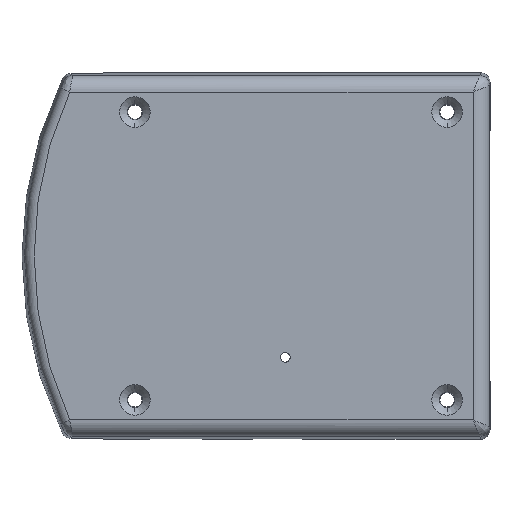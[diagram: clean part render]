
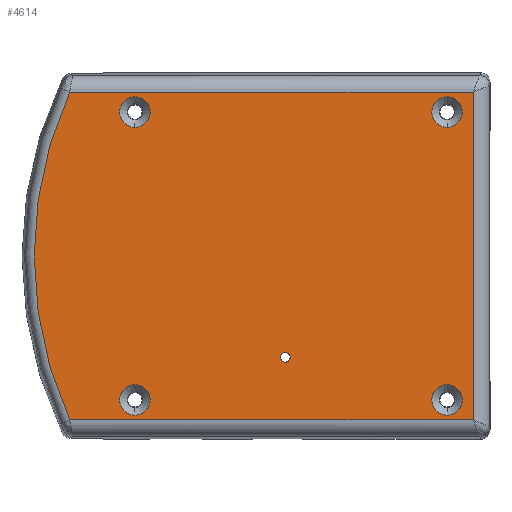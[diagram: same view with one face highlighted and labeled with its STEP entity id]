
A CAD part, front view. The second image highlights one B-rep face of the part: STEP entity #4614.
In plain terms, the highlighted planar face has unit normal (0, -1, 0).
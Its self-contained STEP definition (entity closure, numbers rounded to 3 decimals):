
#43 = DIRECTION ( 'NONE',  ( 0., 0., -1. ) ) ;
#47 = CARTESIAN_POINT ( 'NONE',  ( 24.497, 0., 0. ) ) ;
#58 = ORIENTED_EDGE ( 'NONE', *, *, #2808, .T. ) ;
#82 = ORIENTED_EDGE ( 'NONE', *, *, #796, .T. ) ;
#88 = PLANE ( 'NONE',  #4368 ) ;
#107 = ORIENTED_EDGE ( 'NONE', *, *, #549, .T. ) ;
#110 = EDGE_CURVE ( 'NONE', #4227, #1797, #2389, .T. ) ;
#227 = ORIENTED_EDGE ( 'NONE', *, *, #3987, .T. ) ;
#333 = AXIS2_PLACEMENT_3D ( 'NONE', #3391, #1003, #1113 ) ;
#428 = CIRCLE ( 'NONE', #2899, 2.375 ) ;
#436 = FACE_BOUND ( 'NONE', #3805, .T. ) ;
#486 = CIRCLE ( 'NONE', #1866, 2.375 ) ;
#490 = EDGE_CURVE ( 'NONE', #3852, #1723, #428, .T. ) ;
#548 = DIRECTION ( 'NONE',  ( 0., -1., 0. ) ) ;
#549 = EDGE_CURVE ( 'NONE', #1775, #2314, #3181, .T. ) ;
#552 = FACE_BOUND ( 'NONE', #1760, .T. ) ;
#607 = CIRCLE ( 'NONE', #4097, 2.375 ) ;
#664 = FACE_OUTER_BOUND ( 'NONE', #1938, .T. ) ;
#699 = EDGE_CURVE ( 'NONE', #1171, #736, #486, .T. ) ;
#715 = CIRCLE ( 'NONE', #4300, 0.75 ) ;
#736 = VERTEX_POINT ( 'NONE', #1700 ) ;
#782 = CARTESIAN_POINT ( 'NONE',  ( 31.123, 0., 25.476 ) ) ;
#796 = EDGE_CURVE ( 'NONE', #2335, #3875, #1231, .T. ) ;
#833 = CARTESIAN_POINT ( 'NONE',  ( 27.075, 0., 24.727 ) ) ;
#928 = CARTESIAN_POINT ( 'NONE',  ( 31.123, 0., 26.385 ) ) ;
#1002 = DIRECTION ( 'NONE',  ( 0., 0., 1. ) ) ;
#1003 = DIRECTION ( 'NONE',  ( 0., 1., 0. ) ) ;
#1034 = DIRECTION ( 'NONE',  ( 0., 0., 1. ) ) ;
#1049 = DIRECTION ( 'NONE',  ( 0., 0., -1. ) ) ;
#1053 = DIRECTION ( 'NONE',  ( 0., 1., 0. ) ) ;
#1054 = CARTESIAN_POINT ( 'NONE',  ( -21.439, 0., -22.352 ) ) ;
#1100 = CARTESIAN_POINT ( 'NONE',  ( -30.416, 0., 25.476 ) ) ;
#1113 = DIRECTION ( 'NONE',  ( 0., 0., -1. ) ) ;
#1115 = AXIS2_PLACEMENT_3D ( 'NONE', #1133, #1132, #1127 ) ;
#1121 = CARTESIAN_POINT ( 'NONE',  ( -21.439, 0., -19.977 ) ) ;
#1127 = DIRECTION ( 'NONE',  ( 0., 0., -1. ) ) ;
#1132 = DIRECTION ( 'NONE',  ( 0., 1., 0. ) ) ;
#1133 = CARTESIAN_POINT ( 'NONE',  ( 27.075, 0., 22.352 ) ) ;
#1154 = DIRECTION ( 'NONE',  ( -1., 0., 0. ) ) ;
#1171 = VERTEX_POINT ( 'NONE', #4154 ) ;
#1199 = ORIENTED_EDGE ( 'NONE', *, *, #3546, .T. ) ;
#1231 = LINE ( 'NONE', #1100, #2063 ) ;
#1236 = ORIENTED_EDGE ( 'NONE', *, *, #490, .T. ) ;
#1239 = CARTESIAN_POINT ( 'NONE',  ( 1.929, 0., -14.998 ) ) ;
#1253 = EDGE_CURVE ( 'NONE', #3875, #2875, #1844, .T. ) ;
#1296 = ORIENTED_EDGE ( 'NONE', *, *, #2271, .T. ) ;
#1402 = FACE_BOUND ( 'NONE', #3219, .T. ) ;
#1437 = CIRCLE ( 'NONE', #2287, 0.75 ) ;
#1555 = EDGE_LOOP ( 'NONE', ( #227, #4068 ) ) ;
#1700 = CARTESIAN_POINT ( 'NONE',  ( 27.075, 0., -24.727 ) ) ;
#1723 = VERTEX_POINT ( 'NONE', #2694 ) ;
#1760 = EDGE_LOOP ( 'NONE', ( #3689, #2867 ) ) ;
#1775 = VERTEX_POINT ( 'NONE', #2546 ) ;
#1797 = VERTEX_POINT ( 'NONE', #2543 ) ;
#1834 = DIRECTION ( 'NONE',  ( 0., 0., -1. ) ) ;
#1844 = CIRCLE ( 'NONE', #2868, 61.588 ) ;
#1845 = CIRCLE ( 'NONE', #2134, 2.375 ) ;
#1864 = CARTESIAN_POINT ( 'NONE',  ( 27.075, 0., -22.352 ) ) ;
#1866 = AXIS2_PLACEMENT_3D ( 'NONE', #1864, #1883, #1834 ) ;
#1883 = DIRECTION ( 'NONE',  ( 0., 1., 0. ) ) ;
#1938 = EDGE_LOOP ( 'NONE', ( #1296, #82, #2996, #2142 ) ) ;
#2028 = CARTESIAN_POINT ( 'NONE',  ( -31.575, 0., 25.476 ) ) ;
#2063 = VECTOR ( 'NONE', #1154, 1000. ) ;
#2134 = AXIS2_PLACEMENT_3D ( 'NONE', #4152, #4147, #4143 ) ;
#2142 = ORIENTED_EDGE ( 'NONE', *, *, #2604, .T. ) ;
#2159 = DIRECTION ( 'NONE',  ( 0., 0., -1. ) ) ;
#2163 = DIRECTION ( 'NONE',  ( 0., 1., 0. ) ) ;
#2174 = CARTESIAN_POINT ( 'NONE',  ( 27.075, 0., -22.352 ) ) ;
#2184 = VERTEX_POINT ( 'NONE', #1239 ) ;
#2192 = CARTESIAN_POINT ( 'NONE',  ( -21.439, 0., 19.977 ) ) ;
#2271 = EDGE_CURVE ( 'NONE', #3447, #2335, #2372, .T. ) ;
#2287 = AXIS2_PLACEMENT_3D ( 'NONE', #3190, #3187, #3176 ) ;
#2314 = VERTEX_POINT ( 'NONE', #833 ) ;
#2335 = VERTEX_POINT ( 'NONE', #782 ) ;
#2349 = FACE_BOUND ( 'NONE', #3749, .T. ) ;
#2354 = CARTESIAN_POINT ( 'NONE',  ( -31.575, 0., -25.476 ) ) ;
#2372 = LINE ( 'NONE', #928, #4158 ) ;
#2389 = CIRCLE ( 'NONE', #333, 2.375 ) ;
#2543 = CARTESIAN_POINT ( 'NONE',  ( -21.439, 0., -24.727 ) ) ;
#2546 = CARTESIAN_POINT ( 'NONE',  ( 27.075, 0., 19.977 ) ) ;
#2570 = LINE ( 'NONE', #4645, #3426 ) ;
#2579 = CIRCLE ( 'NONE', #2639, 2.375 ) ;
#2604 = EDGE_CURVE ( 'NONE', #2875, #3447, #2570, .T. ) ;
#2617 = ORIENTED_EDGE ( 'NONE', *, *, #3156, .T. ) ;
#2620 = DIRECTION ( 'NONE',  ( 0., 0., -1. ) ) ;
#2637 = DIRECTION ( 'NONE',  ( 0., 1., 0. ) ) ;
#2639 = AXIS2_PLACEMENT_3D ( 'NONE', #1054, #1053, #1049 ) ;
#2646 = CARTESIAN_POINT ( 'NONE',  ( 27.075, 0., 22.352 ) ) ;
#2694 = CARTESIAN_POINT ( 'NONE',  ( -21.439, 0., 24.727 ) ) ;
#2808 = EDGE_CURVE ( 'NONE', #2184, #3050, #715, .T. ) ;
#2867 = ORIENTED_EDGE ( 'NONE', *, *, #699, .T. ) ;
#2868 = AXIS2_PLACEMENT_3D ( 'NONE', #4004, #3995, #3989 ) ;
#2875 = VERTEX_POINT ( 'NONE', #2354 ) ;
#2899 = AXIS2_PLACEMENT_3D ( 'NONE', #2959, #2958, #2936 ) ;
#2936 = DIRECTION ( 'NONE',  ( 0., 0., -1. ) ) ;
#2958 = DIRECTION ( 'NONE',  ( 0., 1., 0. ) ) ;
#2959 = CARTESIAN_POINT ( 'NONE',  ( -21.439, 0., 22.352 ) ) ;
#2996 = ORIENTED_EDGE ( 'NONE', *, *, #1253, .T. ) ;
#3050 = VERTEX_POINT ( 'NONE', #4490 ) ;
#3131 = AXIS2_PLACEMENT_3D ( 'NONE', #2646, #2637, #2620 ) ;
#3156 = EDGE_CURVE ( 'NONE', #1723, #3852, #1845, .T. ) ;
#3176 = DIRECTION ( 'NONE',  ( 0., 0., 1. ) ) ;
#3181 = CIRCLE ( 'NONE', #3131, 2.375 ) ;
#3187 = DIRECTION ( 'NONE',  ( 0., 1., 0. ) ) ;
#3190 = CARTESIAN_POINT ( 'NONE',  ( 1.929, 0., -15.748 ) ) ;
#3219 = EDGE_LOOP ( 'NONE', ( #1236, #2617 ) ) ;
#3272 = DIRECTION ( 'NONE',  ( 0., 1., 0. ) ) ;
#3305 = CARTESIAN_POINT ( 'NONE',  ( 1.929, 0., -15.748 ) ) ;
#3309 = FACE_BOUND ( 'NONE', #1555, .T. ) ;
#3391 = CARTESIAN_POINT ( 'NONE',  ( -21.439, 0., -22.352 ) ) ;
#3426 = VECTOR ( 'NONE', #4384, 1000. ) ;
#3447 = VERTEX_POINT ( 'NONE', #3555 ) ;
#3546 = EDGE_CURVE ( 'NONE', #3050, #2184, #1437, .T. ) ;
#3555 = CARTESIAN_POINT ( 'NONE',  ( 31.123, 0., -25.476 ) ) ;
#3689 = ORIENTED_EDGE ( 'NONE', *, *, #3841, .T. ) ;
#3749 = EDGE_LOOP ( 'NONE', ( #107, #4555 ) ) ;
#3805 = EDGE_LOOP ( 'NONE', ( #58, #1199 ) ) ;
#3841 = EDGE_CURVE ( 'NONE', #736, #1171, #607, .T. ) ;
#3852 = VERTEX_POINT ( 'NONE', #2192 ) ;
#3875 = VERTEX_POINT ( 'NONE', #2028 ) ;
#3914 = CIRCLE ( 'NONE', #1115, 2.375 ) ;
#3987 = EDGE_CURVE ( 'NONE', #1797, #4227, #2579, .T. ) ;
#3989 = DIRECTION ( 'NONE',  ( 0., 0., -1. ) ) ;
#3995 = DIRECTION ( 'NONE',  ( 0., -1., 0. ) ) ;
#4004 = CARTESIAN_POINT ( 'NONE',  ( 24.497, 0., 0. ) ) ;
#4068 = ORIENTED_EDGE ( 'NONE', *, *, #110, .T. ) ;
#4097 = AXIS2_PLACEMENT_3D ( 'NONE', #2174, #2163, #2159 ) ;
#4143 = DIRECTION ( 'NONE',  ( 0., 0., -1. ) ) ;
#4147 = DIRECTION ( 'NONE',  ( 0., 1., 0. ) ) ;
#4152 = CARTESIAN_POINT ( 'NONE',  ( -21.439, 0., 22.352 ) ) ;
#4154 = CARTESIAN_POINT ( 'NONE',  ( 27.075, 0., -19.977 ) ) ;
#4158 = VECTOR ( 'NONE', #1002, 1000. ) ;
#4195 = EDGE_CURVE ( 'NONE', #2314, #1775, #3914, .T. ) ;
#4227 = VERTEX_POINT ( 'NONE', #1121 ) ;
#4300 = AXIS2_PLACEMENT_3D ( 'NONE', #3305, #3272, #1034 ) ;
#4368 = AXIS2_PLACEMENT_3D ( 'NONE', #47, #548, #43 ) ;
#4384 = DIRECTION ( 'NONE',  ( 1., 0., 0. ) ) ;
#4490 = CARTESIAN_POINT ( 'NONE',  ( 1.929, 0., -16.498 ) ) ;
#4555 = ORIENTED_EDGE ( 'NONE', *, *, #4195, .T. ) ;
#4614 = ADVANCED_FACE ( 'NONE', ( #664, #552, #3309, #2349, #1402, #436 ), #88, .T. ) ;
#4645 = CARTESIAN_POINT ( 'NONE',  ( 32.142, 0., -25.476 ) ) ;
